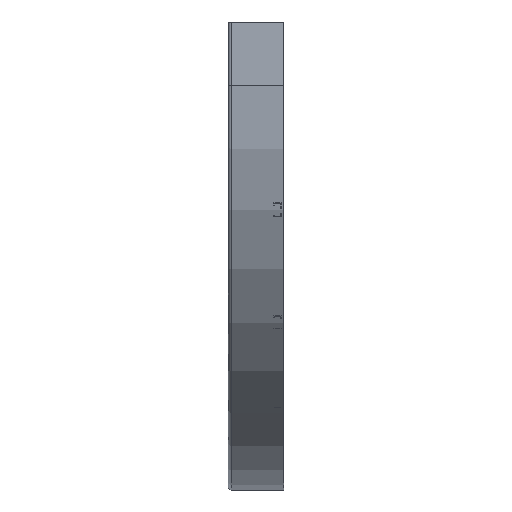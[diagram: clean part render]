
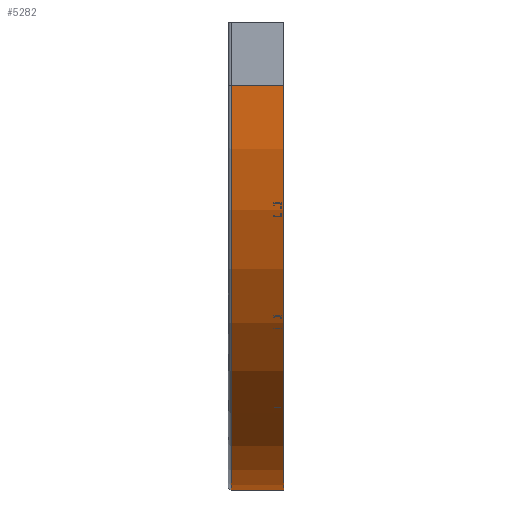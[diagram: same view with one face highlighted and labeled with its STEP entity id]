
A CAD part, left-side view. The second image highlights one B-rep face of the part: STEP entity #5282.
In plain terms, the highlighted cylindrical face has radius 800 mm (diameter 1600 mm), a partial arc.
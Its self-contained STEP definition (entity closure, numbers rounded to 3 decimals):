
#260 = CARTESIAN_POINT ( 'NONE',  ( -800., 104., -125. ) ) ;
#654 = AXIS2_PLACEMENT_3D ( 'NONE', #4838, #2138, #5281 ) ;
#675 = CARTESIAN_POINT ( 'NONE',  ( -800., 0., -925. ) ) ;
#732 = DIRECTION ( 'NONE',  ( 1., 0., 0. ) ) ;
#812 = DIRECTION ( 'NONE',  ( 0., 0., 1. ) ) ;
#868 = ORIENTED_EDGE ( 'NONE', *, *, #5198, .T. ) ;
#877 = CIRCLE ( 'NONE', #2526, 800. ) ;
#1175 = LINE ( 'NONE', #675, #4524 ) ;
#1690 = CARTESIAN_POINT ( 'NONE',  ( -800., 0., -925. ) ) ;
#1948 = LINE ( 'NONE', #2999, #5402 ) ;
#2020 = VERTEX_POINT ( 'NONE', #4552 ) ;
#2138 = DIRECTION ( 'NONE',  ( 0., 1., 0. ) ) ;
#2191 = DIRECTION ( 'NONE',  ( 0., 1., 0. ) ) ;
#2389 = VERTEX_POINT ( 'NONE', #5418 ) ;
#2435 = EDGE_CURVE ( 'NONE', #2743, #4707, #1175, .T. ) ;
#2526 = AXIS2_PLACEMENT_3D ( 'NONE', #260, #3470, #732 ) ;
#2743 = VERTEX_POINT ( 'NONE', #1690 ) ;
#2873 = ORIENTED_EDGE ( 'NONE', *, *, #4387, .F. ) ;
#2999 = CARTESIAN_POINT ( 'NONE',  ( 0., 0., -125. ) ) ;
#3325 = CARTESIAN_POINT ( 'NONE',  ( -800., 104., -925. ) ) ;
#3409 = AXIS2_PLACEMENT_3D ( 'NONE', #3547, #2191, #812 ) ;
#3470 = DIRECTION ( 'NONE',  ( 0., 1., 0. ) ) ;
#3547 = CARTESIAN_POINT ( 'NONE',  ( -800., 0., -125. ) ) ;
#3795 = CYLINDRICAL_SURFACE ( 'NONE', #3409, 800. ) ;
#3946 = FACE_OUTER_BOUND ( 'NONE', #4006, .T. ) ;
#4006 = EDGE_LOOP ( 'NONE', ( #4821, #2873, #868, #5544 ) ) ;
#4283 = DIRECTION ( 'NONE',  ( 0., 1., 0. ) ) ;
#4366 = CIRCLE ( 'NONE', #654, 800. ) ;
#4380 = EDGE_CURVE ( 'NONE', #2020, #4707, #877, .T. ) ;
#4387 = EDGE_CURVE ( 'NONE', #2389, #2020, #1948, .T. ) ;
#4524 = VECTOR ( 'NONE', #4283, 1000. ) ;
#4552 = CARTESIAN_POINT ( 'NONE',  ( 0., 104., -125. ) ) ;
#4707 = VERTEX_POINT ( 'NONE', #3325 ) ;
#4821 = ORIENTED_EDGE ( 'NONE', *, *, #4380, .F. ) ;
#4838 = CARTESIAN_POINT ( 'NONE',  ( -800., 0., -125. ) ) ;
#5198 = EDGE_CURVE ( 'NONE', #2389, #2743, #4366, .T. ) ;
#5238 = DIRECTION ( 'NONE',  ( 0., 1., 0. ) ) ;
#5281 = DIRECTION ( 'NONE',  ( 0., 0., 1. ) ) ;
#5282 = ADVANCED_FACE ( 'NONE', ( #3946 ), #3795, .T. ) ;
#5402 = VECTOR ( 'NONE', #5238, 1000. ) ;
#5418 = CARTESIAN_POINT ( 'NONE',  ( 0., 0., -125. ) ) ;
#5544 = ORIENTED_EDGE ( 'NONE', *, *, #2435, .T. ) ;
